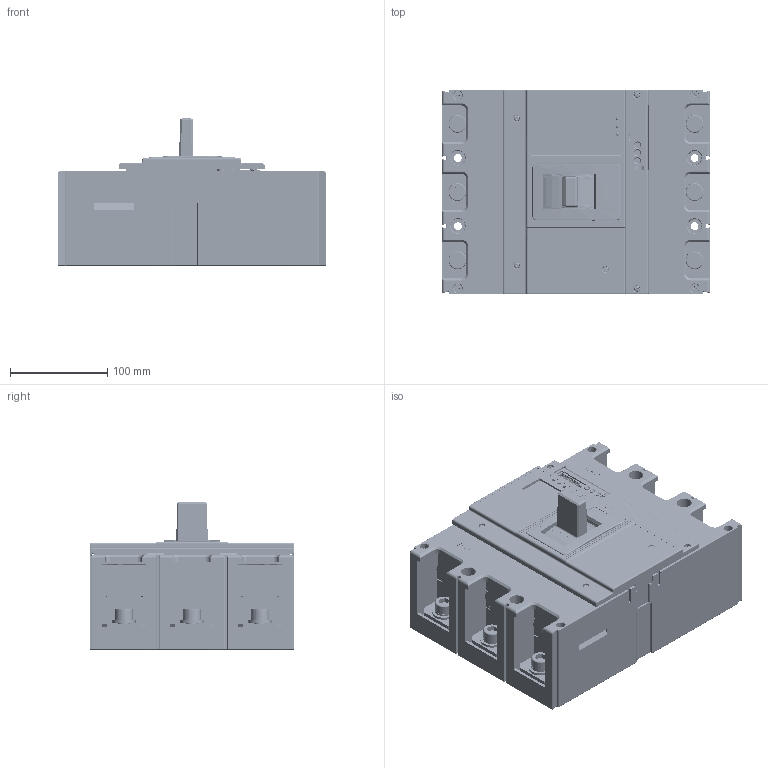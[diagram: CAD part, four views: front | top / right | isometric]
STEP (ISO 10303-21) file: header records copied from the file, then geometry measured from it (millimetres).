
FILE_DESCRIPTION(/* description */ (''),/* implementation_level */ '2;1');
FILE_NAME(/* name */ 'model1.stp',/* time_stamp */ '2024-02-27T08:43:08+08:00',/* author */ (''),/* organization */ (''),/* preprocessor_version */ 'ST-DEVELOPER v11',/* originating_system */ 'SIEMENS UGS NX 6.0',/* authorisation */ '');
FILE_SCHEMA (('CONFIG_CONTROL_DESIGN'));
Products named in the file (1): Admi3927hnhd
Bounding box: 275.5 x 210 x 151.31 mm (x, y, z)
Volume: 3000850.6 mm3; surface area: 832393.7 mm2
Topology: 81 solids, 117 shells, 5576 faces, 15030 edges, 9855 vertices
Faces by surface type: plane 3672, cylinder 1309, torus 183, bspline 159, cone 113, extrusion 107, sphere 33
Full cylindrical faces by diameter (mm): 0.5 x19, 0.8 x5, 2.659 x4, 2.9 x1, 3 x7, 3.15 x4, 3.354 x84, 3.4 x7, 3.5 x12, 4 x4, 4.2 x20, 4.48 x5, 4.6 x8, 5 x5, 5.3 x12, 5.5 x26, 5.8 x2, 5.85 x8, 6 x2, 6.2 x1, 6.3 x1, 6.5 x4, 6.6 x1, 7 x55, 7.05 x1, 7.5 x40, 8 x4, 8.4 x6, 8.5 x5, 8.6 x4
Entity records: 290740 total; most frequent: CARTESIAN_POINT 156678, ORIENTED_EDGE 27924, DIRECTION 26359, EDGE_CURVE 13962, VECTOR 9863, LINE 9756, VERTEX_POINT 9434, AXIS2_PLACEMENT_3D 8248
